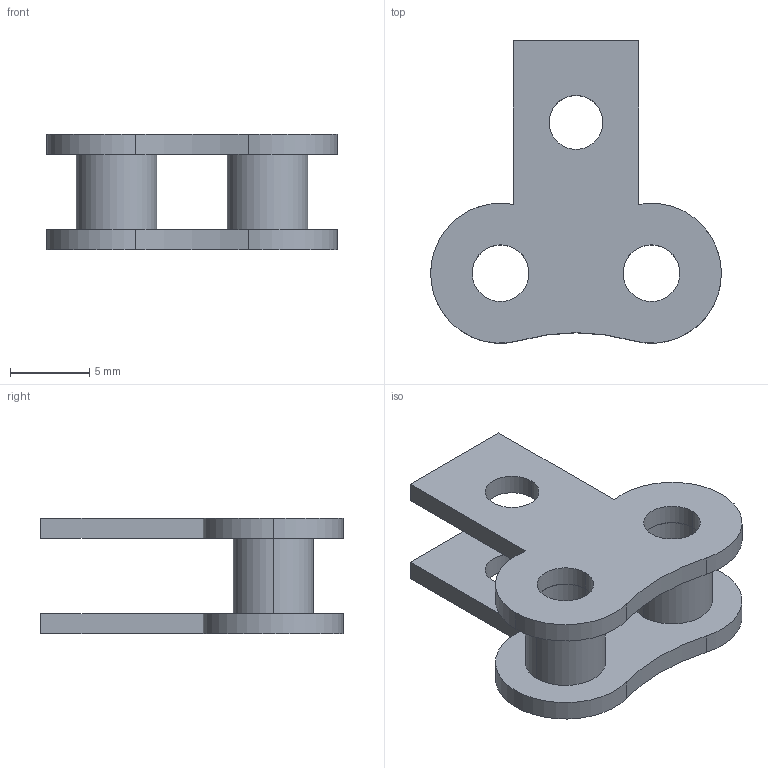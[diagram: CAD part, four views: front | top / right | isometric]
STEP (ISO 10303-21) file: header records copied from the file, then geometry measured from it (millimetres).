
FILE_DESCRIPTION (( 'STEP AP203' ), '1' );
FILE_NAME ('7321K34.step', '2014-11-04T17:13:09', ( '' ), ( '' ), 'SwSTEP 2.0', 'SolidWorks 2010', '' );
FILE_SCHEMA (( 'CONFIG_CONTROL_DESIGN' ));
Length unit declared in the file: inch
Products named in the file (1): 7321K34
Bounding box: 18.36 x 19.09 x 7.3 mm (x, y, z)
Volume: 586.9 mm3; surface area: 1332 mm2
Topology: 4 solids, 4 shells, 42 faces, 102 edges, 68 vertices
Faces by surface type: cylinder 28, plane 14
Entity records: 1367 total; most frequent: DIRECTION 244, CARTESIAN_POINT 213, ORIENTED_EDGE 204, EDGE_CURVE 102, AXIS2_PLACEMENT_3D 99, VERTEX_POINT 68, EDGE_LOOP 58, CIRCLE 56
